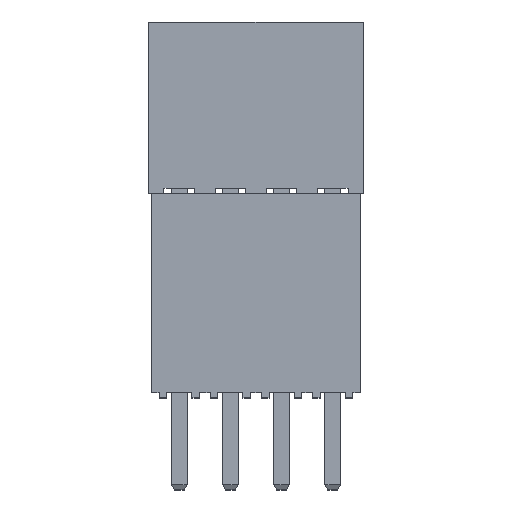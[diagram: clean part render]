
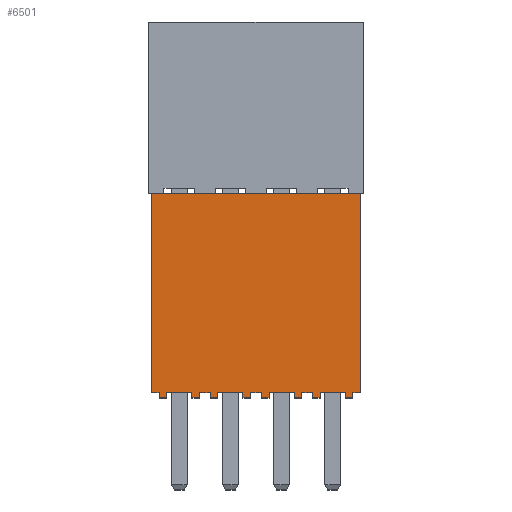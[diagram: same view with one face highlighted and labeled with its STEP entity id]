
A CAD part, top view. The second image highlights one B-rep face of the part: STEP entity #6501.
In plain terms, the highlighted planar face has unit normal (0, 0, 1).
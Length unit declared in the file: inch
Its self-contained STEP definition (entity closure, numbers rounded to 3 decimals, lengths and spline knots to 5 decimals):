
#206=ORIENTED_EDGE('',*,*,#1999,.T.);
#207=ORIENTED_EDGE('',*,*,#2075,.T.);
#208=ORIENTED_EDGE('',*,*,#2076,.T.);
#209=ORIENTED_EDGE('',*,*,#2077,.F.);
#210=ORIENTED_EDGE('',*,*,#1995,.T.);
#211=ORIENTED_EDGE('',*,*,#2078,.T.);
#212=ORIENTED_EDGE('',*,*,#2079,.T.);
#213=ORIENTED_EDGE('',*,*,#2080,.F.);
#214=ORIENTED_EDGE('',*,*,#1991,.T.);
#215=ORIENTED_EDGE('',*,*,#2081,.T.);
#216=ORIENTED_EDGE('',*,*,#2082,.T.);
#217=ORIENTED_EDGE('',*,*,#2083,.F.);
#218=ORIENTED_EDGE('',*,*,#1987,.T.);
#219=ORIENTED_EDGE('',*,*,#2084,.T.);
#220=ORIENTED_EDGE('',*,*,#2085,.T.);
#221=ORIENTED_EDGE('',*,*,#2086,.F.);
#222=ORIENTED_EDGE('',*,*,#1983,.T.);
#223=ORIENTED_EDGE('',*,*,#2087,.T.);
#224=ORIENTED_EDGE('',*,*,#2088,.T.);
#225=ORIENTED_EDGE('',*,*,#2089,.F.);
#226=ORIENTED_EDGE('',*,*,#1979,.T.);
#227=ORIENTED_EDGE('',*,*,#2090,.T.);
#228=ORIENTED_EDGE('',*,*,#2091,.T.);
#229=ORIENTED_EDGE('',*,*,#2092,.F.);
#230=ORIENTED_EDGE('',*,*,#1975,.T.);
#231=ORIENTED_EDGE('',*,*,#2093,.T.);
#232=ORIENTED_EDGE('',*,*,#2094,.T.);
#233=ORIENTED_EDGE('',*,*,#2095,.F.);
#234=ORIENTED_EDGE('',*,*,#1971,.T.);
#235=ORIENTED_EDGE('',*,*,#2096,.T.);
#236=ORIENTED_EDGE('',*,*,#2097,.T.);
#237=ORIENTED_EDGE('',*,*,#2098,.F.);
#238=ORIENTED_EDGE('',*,*,#1967,.T.);
#239=ORIENTED_EDGE('',*,*,#2099,.F.);
#240=ORIENTED_EDGE('',*,*,#2100,.F.);
#241=ORIENTED_EDGE('',*,*,#2073,.T.);
#1967=EDGE_CURVE('',#2908,#2907,#3523,.T.);
#1971=EDGE_CURVE('',#2912,#2911,#3527,.T.);
#1975=EDGE_CURVE('',#2916,#2915,#3531,.T.);
#1979=EDGE_CURVE('',#2920,#2919,#3535,.T.);
#1983=EDGE_CURVE('',#2924,#2923,#3539,.T.);
#1987=EDGE_CURVE('',#2928,#2927,#3543,.T.);
#1991=EDGE_CURVE('',#2932,#2931,#3547,.T.);
#1995=EDGE_CURVE('',#2936,#2935,#3551,.T.);
#1999=EDGE_CURVE('',#2940,#2939,#3555,.T.);
#2073=EDGE_CURVE('',#3004,#2940,#3629,.T.);
#2075=EDGE_CURVE('',#2939,#3005,#3631,.T.);
#2076=EDGE_CURVE('',#3005,#3006,#3632,.T.);
#2077=EDGE_CURVE('',#2936,#3006,#3633,.T.);
#2078=EDGE_CURVE('',#2935,#3007,#3634,.T.);
#2079=EDGE_CURVE('',#3007,#3008,#3635,.T.);
#2080=EDGE_CURVE('',#2932,#3008,#3636,.T.);
#2081=EDGE_CURVE('',#2931,#3009,#3637,.T.);
#2082=EDGE_CURVE('',#3009,#3010,#3638,.T.);
#2083=EDGE_CURVE('',#2928,#3010,#3639,.T.);
#2084=EDGE_CURVE('',#2927,#3011,#3640,.T.);
#2085=EDGE_CURVE('',#3011,#3012,#3641,.T.);
#2086=EDGE_CURVE('',#2924,#3012,#3642,.T.);
#2087=EDGE_CURVE('',#2923,#3013,#3643,.T.);
#2088=EDGE_CURVE('',#3013,#3014,#3644,.T.);
#2089=EDGE_CURVE('',#2920,#3014,#3645,.T.);
#2090=EDGE_CURVE('',#2919,#3015,#3646,.T.);
#2091=EDGE_CURVE('',#3015,#3016,#3647,.T.);
#2092=EDGE_CURVE('',#2916,#3016,#3648,.T.);
#2093=EDGE_CURVE('',#2915,#3017,#3649,.T.);
#2094=EDGE_CURVE('',#3017,#3018,#3650,.T.);
#2095=EDGE_CURVE('',#2912,#3018,#3651,.T.);
#2096=EDGE_CURVE('',#2911,#3019,#3652,.T.);
#2097=EDGE_CURVE('',#3019,#3020,#3653,.T.);
#2098=EDGE_CURVE('',#2908,#3020,#3654,.T.);
#2099=EDGE_CURVE('',#3021,#2907,#3655,.T.);
#2100=EDGE_CURVE('',#3004,#3021,#3656,.T.);
#2907=VERTEX_POINT('',#9033);
#2908=VERTEX_POINT('',#9035);
#2911=VERTEX_POINT('',#9041);
#2912=VERTEX_POINT('',#9043);
#2915=VERTEX_POINT('',#9049);
#2916=VERTEX_POINT('',#9051);
#2919=VERTEX_POINT('',#9057);
#2920=VERTEX_POINT('',#9059);
#2923=VERTEX_POINT('',#9065);
#2924=VERTEX_POINT('',#9067);
#2927=VERTEX_POINT('',#9073);
#2928=VERTEX_POINT('',#9075);
#2931=VERTEX_POINT('',#9081);
#2932=VERTEX_POINT('',#9083);
#2935=VERTEX_POINT('',#9089);
#2936=VERTEX_POINT('',#9091);
#2939=VERTEX_POINT('',#9097);
#2940=VERTEX_POINT('',#9099);
#3004=VERTEX_POINT('',#9239);
#3005=VERTEX_POINT('',#9243);
#3006=VERTEX_POINT('',#9245);
#3007=VERTEX_POINT('',#9248);
#3008=VERTEX_POINT('',#9250);
#3009=VERTEX_POINT('',#9253);
#3010=VERTEX_POINT('',#9255);
#3011=VERTEX_POINT('',#9258);
#3012=VERTEX_POINT('',#9260);
#3013=VERTEX_POINT('',#9263);
#3014=VERTEX_POINT('',#9265);
#3015=VERTEX_POINT('',#9268);
#3016=VERTEX_POINT('',#9270);
#3017=VERTEX_POINT('',#9273);
#3018=VERTEX_POINT('',#9275);
#3019=VERTEX_POINT('',#9278);
#3020=VERTEX_POINT('',#9280);
#3021=VERTEX_POINT('',#9283);
#3523=LINE('',#9034,#4447);
#3527=LINE('',#9042,#4451);
#3531=LINE('',#9050,#4455);
#3535=LINE('',#9058,#4459);
#3539=LINE('',#9066,#4463);
#3543=LINE('',#9074,#4467);
#3547=LINE('',#9082,#4471);
#3551=LINE('',#9090,#4475);
#3555=LINE('',#9098,#4479);
#3629=LINE('',#9238,#4553);
#3631=LINE('',#9242,#4555);
#3632=LINE('',#9244,#4556);
#3633=LINE('',#9246,#4557);
#3634=LINE('',#9247,#4558);
#3635=LINE('',#9249,#4559);
#3636=LINE('',#9251,#4560);
#3637=LINE('',#9252,#4561);
#3638=LINE('',#9254,#4562);
#3639=LINE('',#9256,#4563);
#3640=LINE('',#9257,#4564);
#3641=LINE('',#9259,#4565);
#3642=LINE('',#9261,#4566);
#3643=LINE('',#9262,#4567);
#3644=LINE('',#9264,#4568);
#3645=LINE('',#9266,#4569);
#3646=LINE('',#9267,#4570);
#3647=LINE('',#9269,#4571);
#3648=LINE('',#9271,#4572);
#3649=LINE('',#9272,#4573);
#3650=LINE('',#9274,#4574);
#3651=LINE('',#9276,#4575);
#3652=LINE('',#9277,#4576);
#3653=LINE('',#9279,#4577);
#3654=LINE('',#9281,#4578);
#3655=LINE('',#9282,#4579);
#3656=LINE('',#9284,#4580);
#4447=VECTOR('',#7320,39.37008);
#4451=VECTOR('',#7324,39.37008);
#4455=VECTOR('',#7328,39.37008);
#4459=VECTOR('',#7332,39.37008);
#4463=VECTOR('',#7336,39.37008);
#4467=VECTOR('',#7340,39.37008);
#4471=VECTOR('',#7344,39.37008);
#4475=VECTOR('',#7348,39.37008);
#4479=VECTOR('',#7352,39.37008);
#4553=VECTOR('',#7430,39.37008);
#4555=VECTOR('',#7434,39.37008);
#4556=VECTOR('',#7435,39.37008);
#4557=VECTOR('',#7436,39.37008);
#4558=VECTOR('',#7437,39.37008);
#4559=VECTOR('',#7438,39.37008);
#4560=VECTOR('',#7439,39.37008);
#4561=VECTOR('',#7440,39.37008);
#4562=VECTOR('',#7441,39.37008);
#4563=VECTOR('',#7442,39.37008);
#4564=VECTOR('',#7443,39.37008);
#4565=VECTOR('',#7444,39.37008);
#4566=VECTOR('',#7445,39.37008);
#4567=VECTOR('',#7446,39.37008);
#4568=VECTOR('',#7447,39.37008);
#4569=VECTOR('',#7448,39.37008);
#4570=VECTOR('',#7449,39.37008);
#4571=VECTOR('',#7450,39.37008);
#4572=VECTOR('',#7451,39.37008);
#4573=VECTOR('',#7452,39.37008);
#4574=VECTOR('',#7453,39.37008);
#4575=VECTOR('',#7454,39.37008);
#4576=VECTOR('',#7455,39.37008);
#4577=VECTOR('',#7456,39.37008);
#4578=VECTOR('',#7457,39.37008);
#4579=VECTOR('',#7458,39.37008);
#4580=VECTOR('',#7459,39.37008);
#5361=EDGE_LOOP('',(#206,#207,#208,#209,#210,#211,#212,#213,#214,#215,#216,
#217,#218,#219,#220,#221,#222,#223,#224,#225,#226,#227,#228,#229,#230,#231,
#232,#233,#234,#235,#236,#237,#238,#239,#240,#241));
#5757=FACE_BOUND('',#5361,.T.);
#6145=PLANE('',#6914);
#6501=ADVANCED_FACE('',(#5757),#6145,.F.);
#6914=AXIS2_PLACEMENT_3D('',#9241,#7432,#7433);
#7320=DIRECTION('',(1.,0.,0.));
#7324=DIRECTION('',(1.,0.,0.));
#7328=DIRECTION('',(1.,0.,0.));
#7332=DIRECTION('',(1.,0.,0.));
#7336=DIRECTION('',(1.,0.,0.));
#7340=DIRECTION('',(1.,0.,0.));
#7344=DIRECTION('',(1.,0.,0.));
#7348=DIRECTION('',(1.,0.,0.));
#7352=DIRECTION('',(1.,0.,0.));
#7430=DIRECTION('',(0.,-1.,0.));
#7432=DIRECTION('',(0.,0.,-1.));
#7433=DIRECTION('',(-1.,0.,0.));
#7434=DIRECTION('',(0.,-1.,0.));
#7435=DIRECTION('',(1.,0.,0.));
#7436=DIRECTION('',(0.,-1.,0.));
#7437=DIRECTION('',(0.,-1.,0.));
#7438=DIRECTION('',(1.,0.,0.));
#7439=DIRECTION('',(0.,-1.,0.));
#7440=DIRECTION('',(0.,-1.,0.));
#7441=DIRECTION('',(1.,0.,0.));
#7442=DIRECTION('',(0.,-1.,0.));
#7443=DIRECTION('',(0.,-1.,0.));
#7444=DIRECTION('',(1.,0.,0.));
#7445=DIRECTION('',(0.,-1.,0.));
#7446=DIRECTION('',(0.,-1.,0.));
#7447=DIRECTION('',(1.,0.,0.));
#7448=DIRECTION('',(0.,-1.,0.));
#7449=DIRECTION('',(0.,-1.,0.));
#7450=DIRECTION('',(1.,0.,0.));
#7451=DIRECTION('',(0.,-1.,0.));
#7452=DIRECTION('',(0.,-1.,0.));
#7453=DIRECTION('',(1.,0.,0.));
#7454=DIRECTION('',(0.,-1.,0.));
#7455=DIRECTION('',(0.,-1.,0.));
#7456=DIRECTION('',(1.,0.,0.));
#7457=DIRECTION('',(0.,-1.,0.));
#7458=DIRECTION('',(0.,-1.,0.));
#7459=DIRECTION('',(1.,0.,0.));
#9033=CARTESIAN_POINT('',(0.409,0.01,0.1));
#9034=CARTESIAN_POINT('',(0.,0.01,0.1));
#9035=CARTESIAN_POINT('',(0.394,0.01,0.1));
#9041=CARTESIAN_POINT('',(0.379,0.01,0.1));
#9042=CARTESIAN_POINT('',(0.,0.01,0.1));
#9043=CARTESIAN_POINT('',(0.33,0.01,0.1));
#9049=CARTESIAN_POINT('',(0.315,0.01,0.1));
#9050=CARTESIAN_POINT('',(0.,0.01,0.1));
#9051=CARTESIAN_POINT('',(0.294,0.01,0.1));
#9057=CARTESIAN_POINT('',(0.279,0.01,0.1));
#9058=CARTESIAN_POINT('',(0.,0.01,0.1));
#9059=CARTESIAN_POINT('',(0.23,0.01,0.1));
#9065=CARTESIAN_POINT('',(0.215,0.01,0.1));
#9066=CARTESIAN_POINT('',(0.,0.01,0.1));
#9067=CARTESIAN_POINT('',(0.194,0.01,0.1));
#9073=CARTESIAN_POINT('',(0.179,0.01,0.1));
#9074=CARTESIAN_POINT('',(0.,0.01,0.1));
#9075=CARTESIAN_POINT('',(0.13,0.01,0.1));
#9081=CARTESIAN_POINT('',(0.115,0.01,0.1));
#9082=CARTESIAN_POINT('',(0.,0.01,0.1));
#9083=CARTESIAN_POINT('',(0.094,0.01,0.1));
#9089=CARTESIAN_POINT('',(0.079,0.01,0.1));
#9090=CARTESIAN_POINT('',(0.,0.01,0.1));
#9091=CARTESIAN_POINT('',(0.03,0.01,0.1));
#9097=CARTESIAN_POINT('',(0.015,0.01,0.1));
#9098=CARTESIAN_POINT('',(0.,0.01,0.1));
#9099=CARTESIAN_POINT('',(0.,0.01,0.1));
#9238=CARTESIAN_POINT('',(0.,0.4,0.1));
#9239=CARTESIAN_POINT('',(0.,0.4,0.1));
#9241=CARTESIAN_POINT('',(0.,0.4,0.1));
#9242=CARTESIAN_POINT('',(0.015,0.01,0.1));
#9243=CARTESIAN_POINT('',(0.015,0.,0.1));
#9244=CARTESIAN_POINT('',(0.015,0.,0.1));
#9245=CARTESIAN_POINT('',(0.03,0.,0.1));
#9246=CARTESIAN_POINT('',(0.03,0.01,0.1));
#9247=CARTESIAN_POINT('',(0.079,0.01,0.1));
#9248=CARTESIAN_POINT('',(0.079,0.,0.1));
#9249=CARTESIAN_POINT('',(0.079,0.,0.1));
#9250=CARTESIAN_POINT('',(0.094,0.,0.1));
#9251=CARTESIAN_POINT('',(0.094,0.01,0.1));
#9252=CARTESIAN_POINT('',(0.115,0.01,0.1));
#9253=CARTESIAN_POINT('',(0.115,0.,0.1));
#9254=CARTESIAN_POINT('',(0.115,0.,0.1));
#9255=CARTESIAN_POINT('',(0.13,0.,0.1));
#9256=CARTESIAN_POINT('',(0.13,0.01,0.1));
#9257=CARTESIAN_POINT('',(0.179,0.01,0.1));
#9258=CARTESIAN_POINT('',(0.179,0.,0.1));
#9259=CARTESIAN_POINT('',(0.179,0.,0.1));
#9260=CARTESIAN_POINT('',(0.194,0.,0.1));
#9261=CARTESIAN_POINT('',(0.194,0.01,0.1));
#9262=CARTESIAN_POINT('',(0.215,0.01,0.1));
#9263=CARTESIAN_POINT('',(0.215,0.,0.1));
#9264=CARTESIAN_POINT('',(0.215,0.,0.1));
#9265=CARTESIAN_POINT('',(0.23,0.,0.1));
#9266=CARTESIAN_POINT('',(0.23,0.01,0.1));
#9267=CARTESIAN_POINT('',(0.279,0.01,0.1));
#9268=CARTESIAN_POINT('',(0.279,0.,0.1));
#9269=CARTESIAN_POINT('',(0.279,0.,0.1));
#9270=CARTESIAN_POINT('',(0.294,0.,0.1));
#9271=CARTESIAN_POINT('',(0.294,0.01,0.1));
#9272=CARTESIAN_POINT('',(0.315,0.01,0.1));
#9273=CARTESIAN_POINT('',(0.315,0.,0.1));
#9274=CARTESIAN_POINT('',(0.315,0.,0.1));
#9275=CARTESIAN_POINT('',(0.33,0.,0.1));
#9276=CARTESIAN_POINT('',(0.33,0.01,0.1));
#9277=CARTESIAN_POINT('',(0.379,0.01,0.1));
#9278=CARTESIAN_POINT('',(0.379,0.,0.1));
#9279=CARTESIAN_POINT('',(0.379,0.,0.1));
#9280=CARTESIAN_POINT('',(0.394,0.,0.1));
#9281=CARTESIAN_POINT('',(0.394,0.01,0.1));
#9282=CARTESIAN_POINT('',(0.409,0.4,0.1));
#9283=CARTESIAN_POINT('',(0.409,0.4,0.1));
#9284=CARTESIAN_POINT('',(0.,0.4,0.1));
